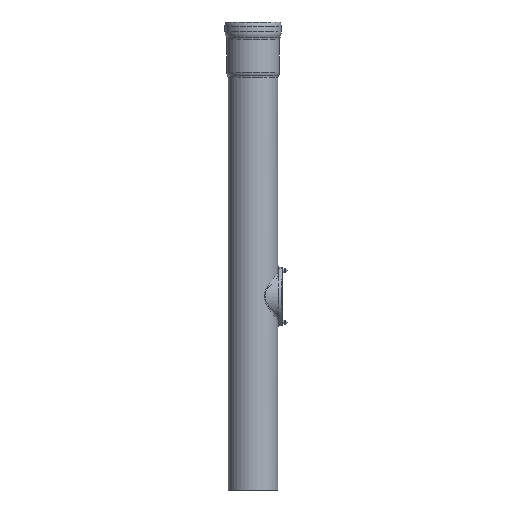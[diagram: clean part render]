
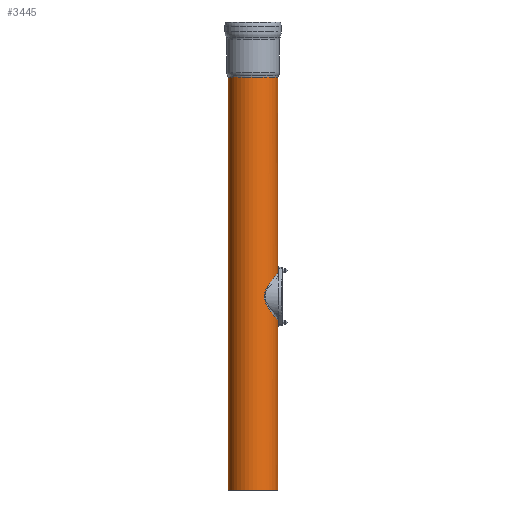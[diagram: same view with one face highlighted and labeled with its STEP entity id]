
A CAD part, left-side view. The second image highlights one B-rep face of the part: STEP entity #3445.
In plain terms, the highlighted cylindrical face has radius 795 mm (diameter 1590 mm), a full revolution.
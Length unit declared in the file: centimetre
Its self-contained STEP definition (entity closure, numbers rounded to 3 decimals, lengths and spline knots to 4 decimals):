
#61=B_SPLINE_CURVE_WITH_KNOTS('',3,(#6530,#6531,#6532,#6533,#6534,#6535,
#6536,#6537,#6538,#6539,#6540,#6541,#6542,#6543,#6544,#6545,#6546,#6547,
#6548),.UNSPECIFIED.,.F.,.F.,(4,1,1,1,1,1,1,1,1,1,1,1,1,1,1,1,4),(0.,4.2025,
8.405,16.8101,25.2151,33.6201,42.0251,
50.4302,58.8352,67.2402,74.7113,82.1825,
89.6536,100.8603,106.4637,112.067,117.6681),
 .UNSPECIFIED.);
#62=B_SPLINE_CURVE_WITH_KNOTS('',3,(#6550,#6551,#6552,#6553,#6554,#6555,
#6556,#6557,#6558,#6559,#6560,#6561,#6562,#6563,#6564,#6565,#6566,#6567,
#6568,#6569,#6570,#6571,#6572,#6573,#6574,#6575,#6576,#6577,#6578,#6579,
#6580,#6581),.UNSPECIFIED.,.F.,.F.,(4,1,1,1,1,1,1,1,1,1,1,1,1,1,1,1,1,1,
1,1,1,1,1,1,1,1,1,1,1,4),(117.6681,123.2737,134.4804,
145.6871,156.8938,164.3649,179.3072,190.5139,
201.7206,207.324,212.9273,218.5307,224.134,
231.6051,235.3407,239.0763,242.8119,246.5474,
252.1508,257.7541,263.3575,268.9608,280.1675,
291.3742,298.8454,313.7876,324.9943,336.201,
344.606,353.0062),.UNSPECIFIED.);
#63=B_SPLINE_CURVE_WITH_KNOTS('',3,(#6582,#6583,#6584,#6585,#6586,#6587,
#6588,#6589,#6590,#6591,#6592,#6593,#6594,#6595,#6596,#6597,#6598,#6599,
#6600),.UNSPECIFIED.,.F.,.F.,(4,1,1,1,1,1,1,1,1,1,1,1,1,1,1,1,4),(353.0062,
353.0111,361.4161,369.8211,378.2262,386.6312,
395.0362,403.4412,411.8463,420.2513,428.6563,
437.0613,445.4664,453.8714,462.2764,466.4789,
470.6814),.UNSPECIFIED.);
#304=LINE('',#6676,#491);
#305=LINE('',#6677,#492);
#491=VECTOR('',#4308,79.5);
#492=VECTOR('',#4309,79.5);
#673=CYLINDRICAL_SURFACE('',#3726,79.5);
#734=FACE_OUTER_BOUND('',#965,.T.);
#965=EDGE_LOOP('',(#2447,#2448,#2449,#2450,#2451,#2452,#2453,#2454,#2455,
#2456));
#1186=CIRCLE('',#3661,79.5);
#1187=CIRCLE('',#3662,79.5);
#1226=CIRCLE('',#3719,79.5);
#1447=VERTEX_POINT('',#5348);
#1448=VERTEX_POINT('',#5350);
#1478=VERTEX_POINT('',#5445);
#1488=VERTEX_POINT('',#6527);
#1489=VERTEX_POINT('',#6529);
#1490=VERTEX_POINT('',#6549);
#1777=EDGE_CURVE('',#1448,#1447,#1186,.T.);
#1778=EDGE_CURVE('',#1447,#1448,#1187,.T.);
#1824=EDGE_CURVE('',#1478,#1478,#1226,.T.);
#1838=EDGE_CURVE('',#1488,#1489,#61,.T.);
#1839=EDGE_CURVE('',#1489,#1490,#62,.T.);
#1840=EDGE_CURVE('',#1490,#1488,#63,.T.);
#1845=EDGE_CURVE('',#1448,#1489,#304,.T.);
#1846=EDGE_CURVE('',#1490,#1478,#305,.T.);
#2447=ORIENTED_EDGE('',*,*,#1778,.T.);
#2448=ORIENTED_EDGE('',*,*,#1845,.T.);
#2449=ORIENTED_EDGE('',*,*,#1838,.F.);
#2450=ORIENTED_EDGE('',*,*,#1840,.F.);
#2451=ORIENTED_EDGE('',*,*,#1846,.T.);
#2452=ORIENTED_EDGE('',*,*,#1824,.F.);
#2453=ORIENTED_EDGE('',*,*,#1846,.F.);
#2454=ORIENTED_EDGE('',*,*,#1839,.F.);
#2455=ORIENTED_EDGE('',*,*,#1845,.F.);
#2456=ORIENTED_EDGE('',*,*,#1777,.T.);
#3445=ADVANCED_FACE('',(#734),#673,.T.);
#3661=AXIS2_PLACEMENT_3D('',#5351,#4165,#4166);
#3662=AXIS2_PLACEMENT_3D('',#5352,#4167,#4168);
#3719=AXIS2_PLACEMENT_3D('',#5446,#4288,#4289);
#3726=AXIS2_PLACEMENT_3D('',#6675,#4306,#4307);
#4165=DIRECTION('center_axis',(0.,0.,
-1.));
#4166=DIRECTION('ref_axis',(0.,-1.,0.));
#4167=DIRECTION('center_axis',(0.,0.,
-1.));
#4168=DIRECTION('ref_axis',(0.,-1.,0.));
#4288=DIRECTION('center_axis',(0.,0.,
-1.));
#4289=DIRECTION('ref_axis',(1.,0.,0.));
#4306=DIRECTION('center_axis',(0.,0.,
1.));
#4307=DIRECTION('ref_axis',(0.,1.,0.));
#4308=DIRECTION('',(0.,0.,-1.));
#4309=DIRECTION('',(0.,0.,-1.));
#5348=CARTESIAN_POINT('',(-539.3898,-484.6958,722.4723));
#5350=CARTESIAN_POINT('',(-459.8898,-564.1958,722.4723));
#5351=CARTESIAN_POINT('Origin',(-459.8898,-484.6958,722.4723));
#5352=CARTESIAN_POINT('Origin',(-459.8898,-484.6958,722.4723));
#5445=CARTESIAN_POINT('',(-459.8898,-564.1958,-600.));
#5446=CARTESIAN_POINT('Origin',(-459.8898,-484.6958,-600.));
#6527=CARTESIAN_POINT('',(-388.7582,-520.2,20.));
#6529=CARTESIAN_POINT('',(-459.8899,-564.1955,96.4996));
#6530=CARTESIAN_POINT('Ctrl Pts',(-388.7582,-520.2,20.));
#6531=CARTESIAN_POINT('Ctrl Pts',(-388.7582,-520.2,21.5589));
#6532=CARTESIAN_POINT('Ctrl Pts',(-388.8472,-520.3791,24.6751));
#6533=CARTESIAN_POINT('Ctrl Pts',(-389.3709,-521.4135,30.8028));
#6534=CARTESIAN_POINT('Ctrl Pts',(-390.6203,-523.773,38.0896));
#6535=CARTESIAN_POINT('Ctrl Pts',(-392.8966,-527.5927,46.1484));
#6536=CARTESIAN_POINT('Ctrl Pts',(-395.8545,-531.9184,53.6295));
#6537=CARTESIAN_POINT('Ctrl Pts',(-399.4575,-536.4678,60.6099));
#6538=CARTESIAN_POINT('Ctrl Pts',(-403.6958,-541.0546,67.1276));
#6539=CARTESIAN_POINT('Ctrl Pts',(-408.5782,-545.547,73.1852));
#6540=CARTESIAN_POINT('Ctrl Pts',(-413.9144,-549.6717,78.5459));
#6541=CARTESIAN_POINT('Ctrl Pts',(-419.6259,-553.3535,83.2126));
#6542=CARTESIAN_POINT('Ctrl Pts',(-425.6308,-556.5469,87.1888));
#6543=CARTESIAN_POINT('Ctrl Pts',(-433.2218,-559.7713,91.1501));
#6544=CARTESIAN_POINT('Ctrl Pts',(-440.9002,-562.0566,93.9217));
#6545=CARTESIAN_POINT('Ctrl Pts',(-448.3652,-563.4251,95.573));
#6546=CARTESIAN_POINT('Ctrl Pts',(-454.0923,-564.0553,96.331));
#6547=CARTESIAN_POINT('Ctrl Pts',(-457.9576,-564.1954,96.4995));
#6548=CARTESIAN_POINT('Ctrl Pts',(-459.89,-564.1954,96.4995));
#6549=CARTESIAN_POINT('',(-459.8899,-564.1959,-56.5001));
#6550=CARTESIAN_POINT('Ctrl Pts',(-459.89,-564.1954,96.4995));
#6551=CARTESIAN_POINT('Ctrl Pts',(-461.8238,-564.1954,96.4995));
#6552=CARTESIAN_POINT('Ctrl Pts',(-467.624,-563.9852,96.2466));
#6553=CARTESIAN_POINT('Ctrl Pts',(-477.1129,-562.5827,94.5601));
#6554=CARTESIAN_POINT('Ctrl Pts',(-487.7428,-559.4184,90.7215));
#6555=CARTESIAN_POINT('Ctrl Pts',(-496.2632,-555.558,85.9717));
#6556=CARTESIAN_POINT('Ctrl Pts',(-504.8789,-550.4967,79.6152));
#6557=CARTESIAN_POINT('Ctrl Pts',(-512.3152,-544.7626,72.2064));
#6558=CARTESIAN_POINT('Ctrl Pts',(-519.0643,-537.9994,62.8884));
#6559=CARTESIAN_POINT('Ctrl Pts',(-523.1842,-532.9092,55.2261));
#6560=CARTESIAN_POINT('Ctrl Pts',(-525.9094,-529.03,48.6505));
#6561=CARTESIAN_POINT('Ctrl Pts',(-527.6561,-526.3021,43.4737));
#6562=CARTESIAN_POINT('Ctrl Pts',(-529.0883,-523.8627,38.0219));
#6563=CARTESIAN_POINT('Ctrl Pts',(-530.2938,-521.6447,31.6368));
#6564=CARTESIAN_POINT('Ctrl Pts',(-530.9163,-520.4107,25.5459));
#6565=CARTESIAN_POINT('Ctrl Pts',(-531.0565,-520.1297,19.998));
#6566=CARTESIAN_POINT('Ctrl Pts',(-530.951,-520.3413,15.8408));
#6567=CARTESIAN_POINT('Ctrl Pts',(-530.6397,-520.9584,11.7433));
#6568=CARTESIAN_POINT('Ctrl Pts',(-530.0522,-522.0896,7.0856));
#6569=CARTESIAN_POINT('Ctrl Pts',(-529.0875,-523.8638,1.9736));
#6570=CARTESIAN_POINT('Ctrl Pts',(-527.655,-526.304,-3.4767));
#6571=CARTESIAN_POINT('Ctrl Pts',(-525.9081,-529.032,-8.654));
#6572=CARTESIAN_POINT('Ctrl Pts',(-523.1839,-532.9092,-15.2264));
#6573=CARTESIAN_POINT('Ctrl Pts',(-519.064,-538.0008,-22.8893));
#6574=CARTESIAN_POINT('Ctrl Pts',(-513.658,-543.4159,-30.3523));
#6575=CARTESIAN_POINT('Ctrl Pts',(-506.6149,-549.2476,-38.0315));
#6576=CARTESIAN_POINT('Ctrl Pts',(-498.3897,-554.5953,-44.7851));
#6577=CARTESIAN_POINT('Ctrl Pts',(-487.7353,-559.4213,-50.726));
#6578=CARTESIAN_POINT('Ctrl Pts',(-477.9925,-562.3201,-54.2411));
#6579=CARTESIAN_POINT('Ctrl Pts',(-468.5841,-563.877,-56.1172));
#6580=CARTESIAN_POINT('Ctrl Pts',(-462.7873,-564.1959,-56.5001));
#6581=CARTESIAN_POINT('Ctrl Pts',(-459.8899,-564.1959,-56.5001));
#6582=CARTESIAN_POINT('Ctrl Pts',(-459.8899,-564.1959,-56.5001));
#6583=CARTESIAN_POINT('Ctrl Pts',(-459.8882,-564.1959,-56.5001));
#6584=CARTESIAN_POINT('Ctrl Pts',(-456.9874,-564.1959,-56.5));
#6585=CARTESIAN_POINT('Ctrl Pts',(-451.188,-563.8763,-56.1163));
#6586=CARTESIAN_POINT('Ctrl Pts',(-442.7206,-562.4739,-54.4267));
#6587=CARTESIAN_POINT('Ctrl Pts',(-434.6753,-560.2399,-51.7186));
#6588=CARTESIAN_POINT('Ctrl Pts',(-427.1841,-557.2994,-48.1192));
#6589=CARTESIAN_POINT('Ctrl Pts',(-420.3192,-553.7852,-43.7569));
#6590=CARTESIAN_POINT('Ctrl Pts',(-414.1145,-549.8268,-38.7474));
#6591=CARTESIAN_POINT('Ctrl Pts',(-408.5759,-545.5449,-33.1824));
#6592=CARTESIAN_POINT('Ctrl Pts',(-403.6923,-541.0514,-27.1233));
#6593=CARTESIAN_POINT('Ctrl Pts',(-399.4515,-536.4607,-20.5996));
#6594=CARTESIAN_POINT('Ctrl Pts',(-395.8527,-531.9155,-13.6244));
#6595=CARTESIAN_POINT('Ctrl Pts',(-392.8974,-527.594,-6.1508));
#6596=CARTESIAN_POINT('Ctrl Pts',(-390.6198,-523.7722,1.9117));
#6597=CARTESIAN_POINT('Ctrl Pts',(-389.3709,-521.4133,9.1982));
#6598=CARTESIAN_POINT('Ctrl Pts',(-388.8472,-520.3792,15.3244));
#6599=CARTESIAN_POINT('Ctrl Pts',(-388.7582,-520.2,18.4411));
#6600=CARTESIAN_POINT('Ctrl Pts',(-388.7582,-520.2,20.));
#6675=CARTESIAN_POINT('Origin',(-459.8898,-484.6958,-154.618));
#6676=CARTESIAN_POINT('',(-459.8898,-564.1958,-154.618));
#6677=CARTESIAN_POINT('',(-459.8898,-564.1958,-154.618));
